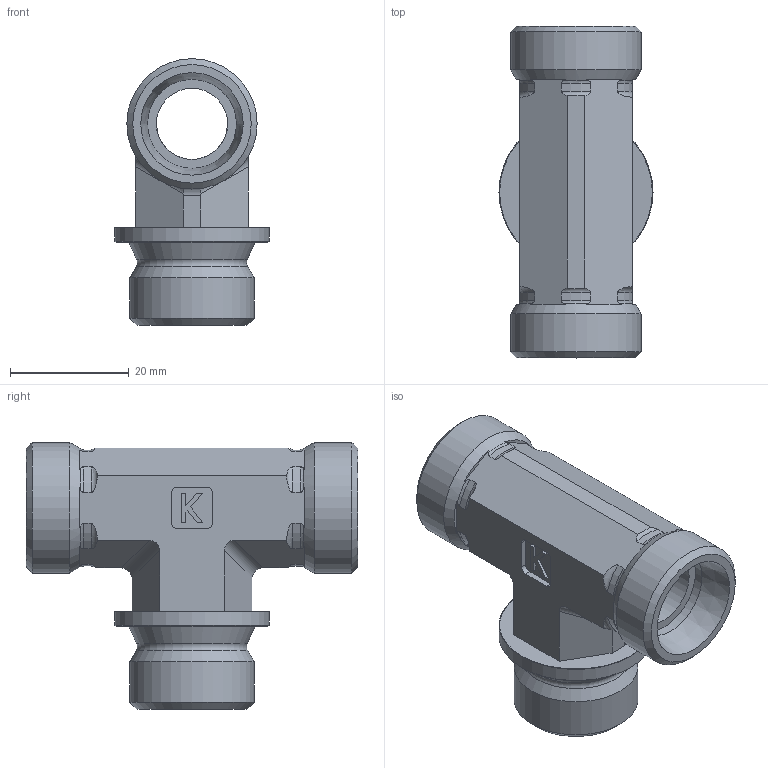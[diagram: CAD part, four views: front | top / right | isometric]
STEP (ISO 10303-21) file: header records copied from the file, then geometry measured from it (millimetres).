
FILE_DESCRIPTION((''),'2;1');
FILE_NAME('281154822.stp','2014-10-31T14:32:41',(''),('KNOMI spol. s r. o.'),'Autodesk Inventor 2012','Autodesk Inventor 2012','');
FILE_SCHEMA(('AUTOMOTIVE_DESIGN { 1 2 10303 214 0 1 1 1 }'));
Length unit declared in the file: millimetre
Products named in the file (1): THR2 15LR G1/2/M22
Bounding box: 26 x 56 x 45 mm (x, y, z)
Volume: 16244.8 mm3; surface area: 9416.3 mm2
Topology: 1 solids, 1 shells, 129 faces, 362 edges, 240 vertices
Faces by surface type: plane 62, cylinder 30, torus 26, cone 11
Full cylindrical faces by diameter (mm): 12 x2, 15 x2, 20.955 x1, 22 x2, 26 x1
Entity records: 4264 total; most frequent: CARTESIAN_POINT 1138, ORIENTED_EDGE 656, DIRECTION 620, EDGE_CURVE 328, AXIS2_PLACEMENT_3D 238, VERTEX_POINT 228, EDGE_LOOP 160, VECTOR 144
